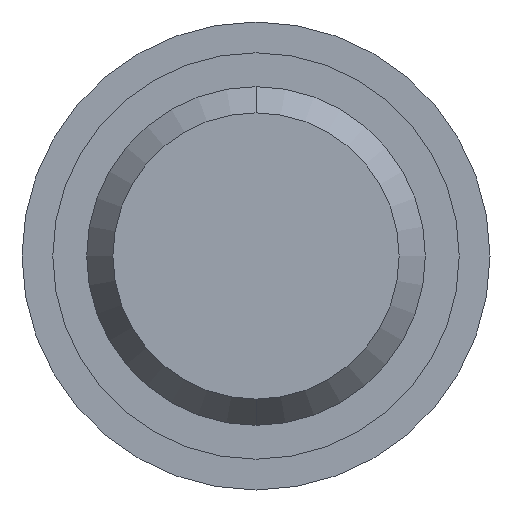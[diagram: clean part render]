
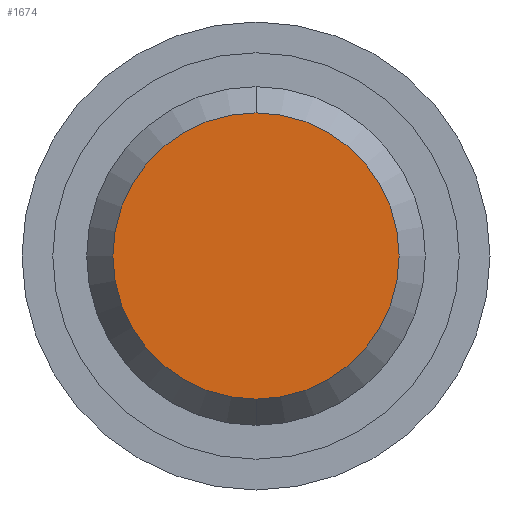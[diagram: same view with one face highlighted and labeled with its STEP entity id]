
A CAD part, front view. The second image highlights one B-rep face of the part: STEP entity #1674.
In plain terms, the highlighted planar face has unit normal (0, -1, 0).
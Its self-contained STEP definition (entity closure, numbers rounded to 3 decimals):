
#516=CARTESIAN_POINT('',(0.,-12.25,0.));
#517=DIRECTION('',(0.,-1.,0.));
#518=DIRECTION('',(0.,0.,-1.));
#519=AXIS2_PLACEMENT_3D('',#516,#517,#518);
#525=CARTESIAN_POINT('',(0.,-12.25,0.));
#526=DIRECTION('',(0.,1.,0.));
#527=DIRECTION('',(0.,0.,-1.));
#528=AXIS2_PLACEMENT_3D('',#525,#526,#527);
#779=CARTESIAN_POINT('',(0.,-12.25,-2.325));
#781=VERTEX_POINT('',#779);
#801=CARTESIAN_POINT('',(0.,-12.25,2.325));
#803=VERTEX_POINT('',#801);
#1665=CARTESIAN_POINT('',(0.,-12.25,0.));
#1666=DIRECTION('',(0.,1.,0.));
#1667=DIRECTION('',(0.,0.,-1.));
#1668=AXIS2_PLACEMENT_3D('',#1665,#1666,#1667);
#1669=PLANE('',#1668);
#1670=ORIENTED_EDGE('',*,*,#1644,.F.);
#1671=ORIENTED_EDGE('',*,*,#1660,.T.);
#1672=EDGE_LOOP('',(#1670,#1671));
#1673=FACE_OUTER_BOUND('',#1672,.F.);
#520=CIRCLE('',#519,2.325);
#529=CIRCLE('',#528,2.325);
#1644=EDGE_CURVE('',#781,#803,#520,.T.);
#1660=EDGE_CURVE('',#781,#803,#529,.T.);
#1674=ADVANCED_FACE('',(#1673),#1669,.F.);
